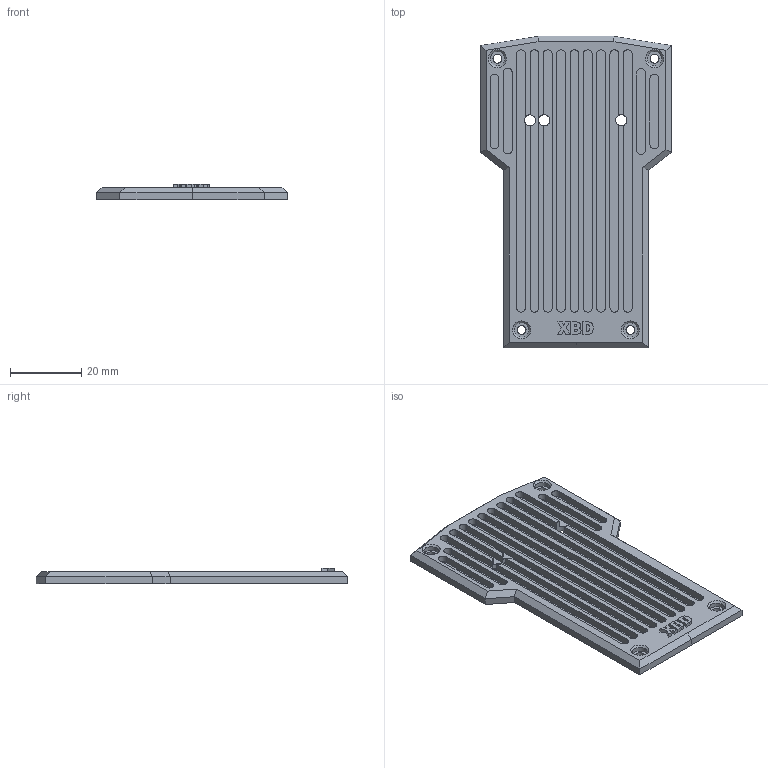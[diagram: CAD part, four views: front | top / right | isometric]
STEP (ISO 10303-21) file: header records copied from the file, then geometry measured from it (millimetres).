
FILE_DESCRIPTION(/* description */ (''),/* implementation_level */ '2;1');
FILE_NAME(/* name */ 'Light Cover 3.5m.step',/* time_stamp */ '2025-05-30T22:31:11-05:00',/* author */ (''),/* organization */ (''),/* preprocessor_version */ 'ST-DEVELOPER v20.1',/* originating_system */ 'Autodesk Translation Framework v14.10.0.0',/* authorisation */ '');
FILE_SCHEMA (('AUTOMOTIVE_DESIGN { 1 0 10303 214 3 1 1 }'));
Length unit declared in the file: millimetre
Products named in the file (1): 2025-05-30-22-31-11-213
Bounding box: 53.62 x 87.64 x 4.5 mm (x, y, z)
Volume: 9705.6 mm3; surface area: 11878.9 mm2
Topology: 1 solids, 1 shells, 179 faces, 465 edges, 305 vertices
Faces by surface type: plane 115, cylinder 37, bspline 23, cone 4
Full cylindrical faces by diameter (mm): 2.5 x4, 3.15 x3, 4.1 x4
Entity records: 5720 total; most frequent: CARTESIAN_POINT 1341, ORIENTED_EDGE 930, DIRECTION 823, EDGE_CURVE 465, LINE 329, VECTOR 329, VERTEX_POINT 305, AXIS2_PLACEMENT_3D 247
